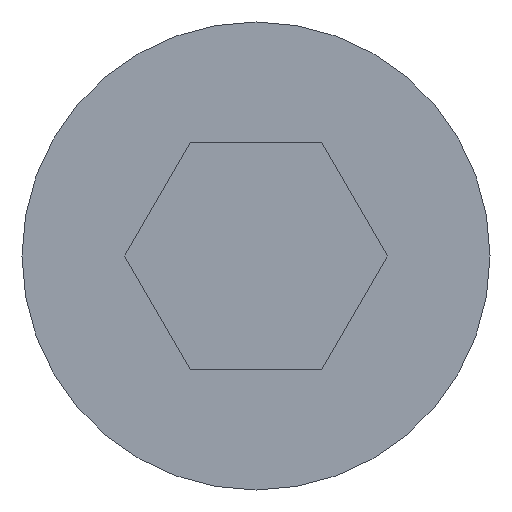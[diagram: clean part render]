
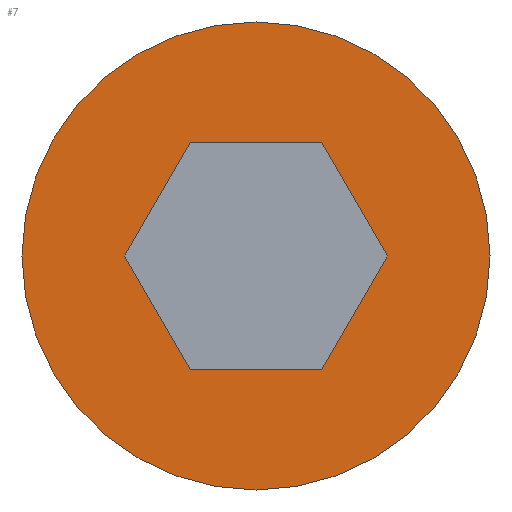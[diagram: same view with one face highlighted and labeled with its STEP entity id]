
A CAD part, front view. The second image highlights one B-rep face of the part: STEP entity #7.
In plain terms, the highlighted planar face has unit normal (0, -1, 0).
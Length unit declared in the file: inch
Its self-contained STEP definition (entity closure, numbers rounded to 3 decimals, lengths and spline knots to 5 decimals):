
#4 = EDGE_CURVE ( 'NONE', #308, #32, #165, .T. ) ;
#5 = VERTEX_POINT ( 'NONE', #273 ) ;
#7 = ADVANCED_FACE ( 'NONE', ( #187, #103 ), #394, .F. ) ;
#10 = EDGE_CURVE ( 'NONE', #134, #135, #349, .T. ) ;
#12 = EDGE_CURVE ( 'NONE', #135, #346, #389, .T. ) ;
#23 = EDGE_CURVE ( 'NONE', #346, #5, #299, .T. ) ;
#27 = EDGE_CURVE ( 'NONE', #32, #308, #435, .T. ) ;
#32 = VERTEX_POINT ( 'NONE', #145 ) ;
#33 = EDGE_CURVE ( 'NONE', #372, #134, #182, .T. ) ;
#34 = AXIS2_PLACEMENT_3D ( 'NONE', #420, #418, #425 ) ;
#44 = EDGE_CURVE ( 'NONE', #412, #372, #171, .T. ) ;
#55 = CARTESIAN_POINT ( 'NONE',  ( 0.06315, 0., 0. ) ) ;
#90 = EDGE_CURVE ( 'NONE', #5, #412, #369, .T. ) ;
#103 = FACE_OUTER_BOUND ( 'NONE', #200, .T. ) ;
#105 = ORIENTED_EDGE ( 'NONE', *, *, #23, .F. ) ;
#134 = VERTEX_POINT ( 'NONE', #220 ) ;
#135 = VERTEX_POINT ( 'NONE', #218 ) ;
#145 = CARTESIAN_POINT ( 'NONE',  ( 0., 0., 0.1125 ) ) ;
#163 = DIRECTION ( 'NONE',  ( -0.5, 0., -0.866 ) ) ;
#165 = CIRCLE ( 'NONE', #34, 0.1125 ) ;
#167 = VECTOR ( 'NONE', #163, 39.37008 ) ;
#171 = LINE ( 'NONE', #190, #167 ) ;
#172 = VECTOR ( 'NONE', #207, 39.37008 ) ;
#182 = LINE ( 'NONE', #214, #172 ) ;
#185 = DIRECTION ( 'NONE',  ( 0., 0., 1. ) ) ;
#187 = FACE_BOUND ( 'NONE', #417, .T. ) ;
#189 = DIRECTION ( 'NONE',  ( 0., 1., 0. ) ) ;
#190 = CARTESIAN_POINT ( 'NONE',  ( -0.03157, 0., 0.05469 ) ) ;
#200 = EDGE_LOOP ( 'NONE', ( #269, #393 ) ) ;
#205 = ORIENTED_EDGE ( 'NONE', *, *, #44, .F. ) ;
#207 = DIRECTION ( 'NONE',  ( 0.5, 0., -0.866 ) ) ;
#214 = CARTESIAN_POINT ( 'NONE',  ( -0.06315, 0., 0. ) ) ;
#218 = CARTESIAN_POINT ( 'NONE',  ( 0.03157, 0., -0.05469 ) ) ;
#220 = CARTESIAN_POINT ( 'NONE',  ( -0.03157, 0., -0.05469 ) ) ;
#223 = ORIENTED_EDGE ( 'NONE', *, *, #33, .F. ) ;
#233 = AXIS2_PLACEMENT_3D ( 'NONE', #423, #391, #388 ) ;
#247 = CARTESIAN_POINT ( 'NONE',  ( 0., 0., 0. ) ) ;
#269 = ORIENTED_EDGE ( 'NONE', *, *, #4, .F. ) ;
#271 = CARTESIAN_POINT ( 'NONE',  ( -0.03157, 0., 0.05469 ) ) ;
#273 = CARTESIAN_POINT ( 'NONE',  ( 0.03157, 0., 0.05469 ) ) ;
#290 = AXIS2_PLACEMENT_3D ( 'NONE', #247, #189, #185 ) ;
#299 = LINE ( 'NONE', #330, #441 ) ;
#308 = VERTEX_POINT ( 'NONE', #404 ) ;
#330 = CARTESIAN_POINT ( 'NONE',  ( 0.06315, 0., 0. ) ) ;
#332 = DIRECTION ( 'NONE',  ( -0.5, 0., 0.866 ) ) ;
#334 = DIRECTION ( 'NONE',  ( 1., 0., 0. ) ) ;
#336 = DIRECTION ( 'NONE',  ( 0.5, 0., 0.866 ) ) ;
#346 = VERTEX_POINT ( 'NONE', #55 ) ;
#349 = LINE ( 'NONE', #357, #361 ) ;
#351 = VECTOR ( 'NONE', #428, 39.37008 ) ;
#354 = ORIENTED_EDGE ( 'NONE', *, *, #12, .F. ) ;
#357 = CARTESIAN_POINT ( 'NONE',  ( -0.03157, 0., -0.05469 ) ) ;
#361 = VECTOR ( 'NONE', #334, 39.37008 ) ;
#365 = CARTESIAN_POINT ( 'NONE',  ( 0.03157, 0., -0.05469 ) ) ;
#369 = LINE ( 'NONE', #432, #351 ) ;
#372 = VERTEX_POINT ( 'NONE', #424 ) ;
#388 = DIRECTION ( 'NONE',  ( 0., 0., 1. ) ) ;
#389 = LINE ( 'NONE', #365, #460 ) ;
#391 = DIRECTION ( 'NONE',  ( 0., 1., 0. ) ) ;
#393 = ORIENTED_EDGE ( 'NONE', *, *, #27, .F. ) ;
#394 = PLANE ( 'NONE',  #233 ) ;
#404 = CARTESIAN_POINT ( 'NONE',  ( 0., 0., -0.1125 ) ) ;
#408 = ORIENTED_EDGE ( 'NONE', *, *, #10, .F. ) ;
#412 = VERTEX_POINT ( 'NONE', #271 ) ;
#417 = EDGE_LOOP ( 'NONE', ( #105, #354, #408, #223, #205, #447 ) ) ;
#418 = DIRECTION ( 'NONE',  ( 0., 1., 0. ) ) ;
#420 = CARTESIAN_POINT ( 'NONE',  ( 0., 0., 0. ) ) ;
#423 = CARTESIAN_POINT ( 'NONE',  ( 0., 0., 0. ) ) ;
#424 = CARTESIAN_POINT ( 'NONE',  ( -0.06315, 0., 0. ) ) ;
#425 = DIRECTION ( 'NONE',  ( 0., 0., 1. ) ) ;
#428 = DIRECTION ( 'NONE',  ( -1., 0., 0. ) ) ;
#432 = CARTESIAN_POINT ( 'NONE',  ( 0.03157, 0., 0.05469 ) ) ;
#435 = CIRCLE ( 'NONE', #290, 0.1125 ) ;
#441 = VECTOR ( 'NONE', #332, 39.37008 ) ;
#447 = ORIENTED_EDGE ( 'NONE', *, *, #90, .F. ) ;
#460 = VECTOR ( 'NONE', #336, 39.37008 ) ;
